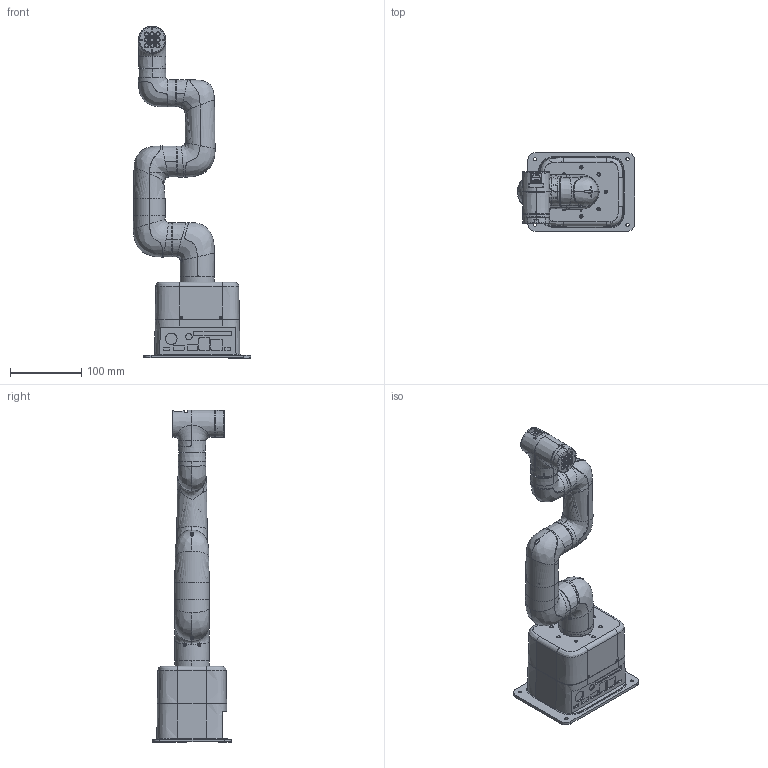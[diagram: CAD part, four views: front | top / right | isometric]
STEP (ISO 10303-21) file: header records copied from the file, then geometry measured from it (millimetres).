
FILE_DESCRIPTION (( 'STEP AP214' ), '1' );
FILE_NAME ('JN褫俋楷.STEP', '2023-08-18T09:57:18', ( '' ), ( '' ), 'SwSTEP 2.0', 'SolidWorks 2018', '' );
FILE_SCHEMA (( 'AUTOMOTIVE_DESIGN' ));
Length unit declared in the file: millimetre
Products named in the file (5): 淕极俋楷耀倰(M5).step; JN褫俋楷; 280 JN菁釱(1).step
Assembly tree (2 placements, depth 2):
  淕极俋楷耀倰(M5).step
  JN褫俋楷
    淕极俋楷耀倰(M5).step
    280 JN菁釱(1).step
  280 JN菁釱(1).step
Bounding box: 164.81 x 110 x 466.62 mm (x, y, z)
Volume: 1306248.1 mm3; surface area: 387618.5 mm2
Topology: 16 solids, 17 shells, 3812 faces, 10386 edges, 6784 vertices
Faces by surface type: plane 1718, cylinder 761, cone 599, bspline 497, torus 218, sphere 19
Entity records: 248585 total; most frequent: CARTESIAN_POINT 157891, ORIENTED_EDGE 20740, DIRECTION 16410, EDGE_CURVE 10370, VERTEX_POINT 6784, AXIS2_PLACEMENT_3D 6091, LINE 4228, VECTOR 4228
